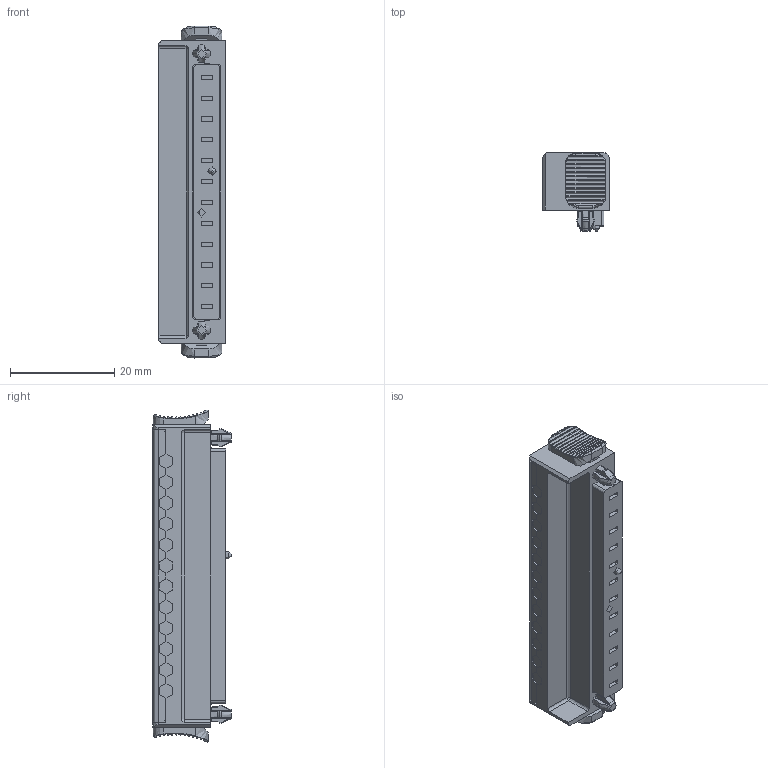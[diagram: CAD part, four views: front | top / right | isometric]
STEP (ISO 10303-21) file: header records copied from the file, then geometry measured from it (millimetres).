
FILE_DESCRIPTION(/* description */ (''),/* implementation_level */ '2;1');
FILE_NAME(/* name */ '21.12.212.113.2.step',/* time_stamp */ '2022-11-17T08:45:46+01:00',/* author */ (''),/* organization */ (''),/* preprocessor_version */ 'ST-DEVELOPER v19.2',/* originating_system */ 'Autodesk Translation Framework v11.17.0.187',/* authorisation */ '');
FILE_SCHEMA (('AUTOMOTIVE_DESIGN { 1 0 10303 214 3 1 1 }'));
Products named in the file (2): 21.12.212.113.2; Komponente238
Assembly tree (1 placements, depth 2):
  21.12.212.113.2
    Komponente238
Bounding box: 12.7 x 15.02 x 63.65 mm (x, y, z)
Volume: 6556.3 mm3; surface area: 5684.9 mm2
Topology: 1 solids, 1 shells, 1563 faces, 4493 edges, 2922 vertices
Faces by surface type: plane 751, cylinder 542, bspline 183, torus 64, cone 21, sphere 2
Full cylindrical faces by diameter (mm): 1.4 x1, 1.6 x2, 1.9 x2
Entity records: 75039 total; most frequent: CARTESIAN_POINT 34388, ORIENTED_EDGE 8982, DIRECTION 8067, EDGE_CURVE 4491, VERTEX_POINT 2922, LINE 2797, VECTOR 2797, AXIS2_PLACEMENT_3D 2635
